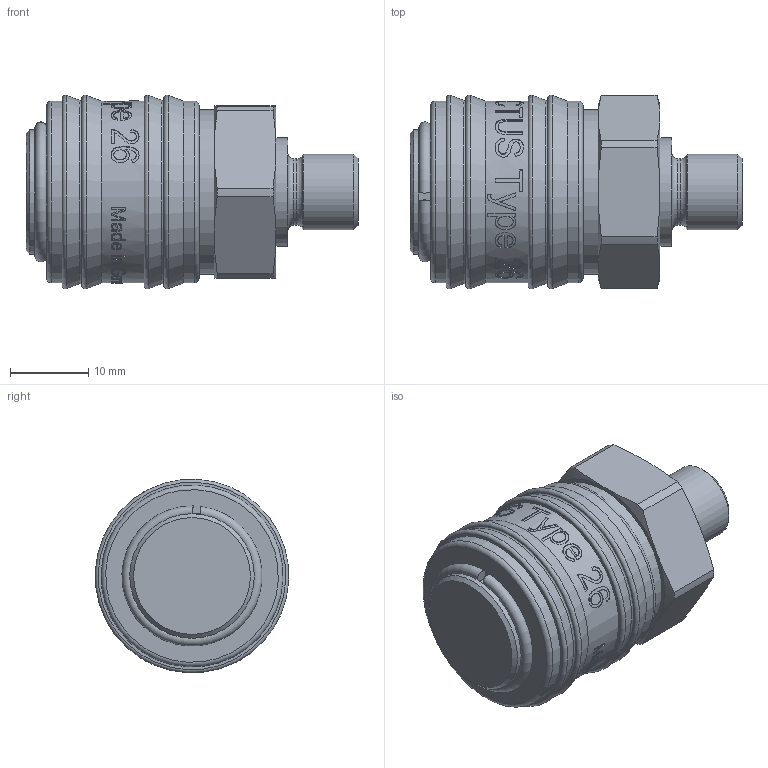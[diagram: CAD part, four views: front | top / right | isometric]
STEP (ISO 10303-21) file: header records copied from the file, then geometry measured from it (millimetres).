
FILE_DESCRIPTION((''),'2;1');
FILE_NAME('26kaaw10mpn.stp','2013-02-22T08:07:40',('AS035480'),(''),'Autodesk Inventor 2011','Autodesk Inventor 2011','');
FILE_SCHEMA(('AUTOMOTIVE_DESIGN { 1 0 10303 214 1 1 1 1 }'));
Length unit declared in the file: millimetre
Products named in the file (1): D105963
Bounding box: 42.5 x 24.8 x 24.77 mm (x, y, z)
Volume: 12242.6 mm3; surface area: 6933.9 mm2
Topology: 2 solids, 3 shells, 455 faces, 1179 edges, 776 vertices
Faces by surface type: bspline 189, plane 170, cylinder 60, cone 23, torus 13
Full cylindrical faces by diameter (mm): 8.5 x1, 9.728 x1, 13.9 x1, 14.95 x1, 15.95 x2, 16.029 x1, 16.1 x1, 16.65 x1, 17 x1, 18 x2, 21 x1, 21.1 x1, 23.3 x3
Entity records: 62489 total; most frequent: CARTESIAN_POINT 52625, ORIENTED_EDGE 2250, DIRECTION 1285, EDGE_CURVE 1125, VERTEX_POINT 763, EDGE_LOOP 544, B_SPLINE_CURVE_WITH_KNOTS 517, FACE_OUTER_BOUND 453
